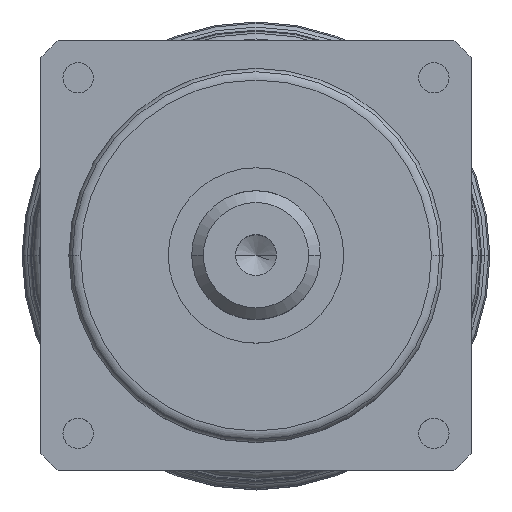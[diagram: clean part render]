
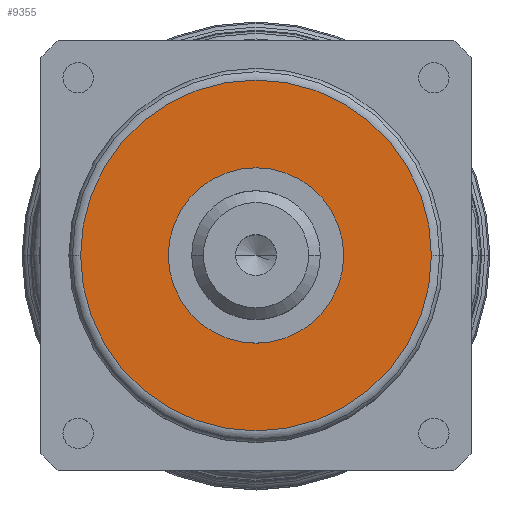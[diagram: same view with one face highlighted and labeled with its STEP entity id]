
A CAD part, top view. The second image highlights one B-rep face of the part: STEP entity #9355.
In plain terms, the highlighted planar face has unit normal (0, 0, 1).
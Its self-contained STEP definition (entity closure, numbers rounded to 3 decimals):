
#3253=CARTESIAN_POINT('',(0.,0.,137.));
#3254=DIRECTION('',(0.,0.,1.));
#3255=DIRECTION('',(1.,0.,0.));
#3256=AXIS2_PLACEMENT_3D('',#3253,#3254,#3255);
#3258=CARTESIAN_POINT('',(0.,0.,137.));
#3259=DIRECTION('',(0.,0.,1.));
#3260=DIRECTION('',(-1.,0.,0.));
#3261=AXIS2_PLACEMENT_3D('',#3258,#3259,#3260);
#3263=CARTESIAN_POINT('',(0.,0.,137.));
#3264=DIRECTION('',(0.,0.,-1.));
#3265=DIRECTION('',(1.,0.,0.));
#3266=AXIS2_PLACEMENT_3D('',#3263,#3264,#3265);
#3268=CARTESIAN_POINT('',(0.,0.,137.));
#3269=DIRECTION('',(0.,0.,-1.));
#3270=DIRECTION('',(-1.,0.,0.));
#3271=AXIS2_PLACEMENT_3D('',#3268,#3269,#3270);
#4528=CARTESIAN_POINT('',(-75.,0.,137.));
#4529=VERTEX_POINT('',#4528);
#4530=CARTESIAN_POINT('',(75.,0.,137.));
#4531=VERTEX_POINT('',#4530);
#4533=CARTESIAN_POINT('',(-37.5,0.,137.));
#4535=VERTEX_POINT('',#4533);
#4537=CARTESIAN_POINT('',(37.5,0.,137.));
#4539=VERTEX_POINT('',#4537);
#9339=CARTESIAN_POINT('',(0.,0.,137.));
#9340=DIRECTION('',(0.,0.,1.));
#9341=DIRECTION('',(1.,0.,0.));
#9342=AXIS2_PLACEMENT_3D('',#9339,#9340,#9341);
#9343=PLANE('',#9342);
#9344=ORIENTED_EDGE('',*,*,#9329,.F.);
#9346=ORIENTED_EDGE('',*,*,#9345,.F.);
#9347=EDGE_LOOP('',(#9344,#9346));
#9348=FACE_OUTER_BOUND('',#9347,.F.);
#9350=ORIENTED_EDGE('',*,*,#9349,.F.);
#9352=ORIENTED_EDGE('',*,*,#9351,.F.);
#9353=EDGE_LOOP('',(#9350,#9352));
#9354=FACE_BOUND('',#9353,.F.);
#9355=ADVANCED_FACE('',(#9348,#9354),#9343,.T.);
#3257=CIRCLE('',#3256,75.);
#3262=CIRCLE('',#3261,75.);
#3267=CIRCLE('',#3266,37.5);
#3272=CIRCLE('',#3271,37.5);
#9329=EDGE_CURVE('',#4531,#4529,#3257,.T.);
#9345=EDGE_CURVE('',#4529,#4531,#3262,.T.);
#9349=EDGE_CURVE('',#4539,#4535,#3267,.T.);
#9351=EDGE_CURVE('',#4535,#4539,#3272,.T.);
